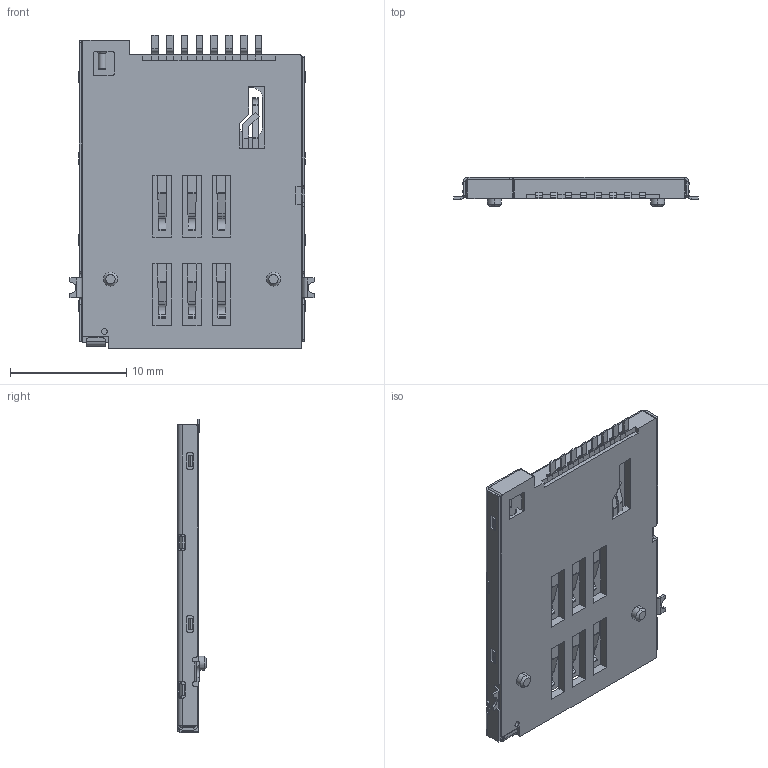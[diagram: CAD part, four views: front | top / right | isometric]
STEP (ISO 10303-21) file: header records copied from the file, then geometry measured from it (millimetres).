
FILE_DESCRIPTION (( 'STEP AP214' ), '1' );
FILE_NAME ('ATTEND_115A-ADA0-R02.STEP', '2015-03-11T11:53:17', ( '' ), ( '' ), '', '', '' );
FILE_SCHEMA (( '' ));
Length unit declared in the file: millimetre
Products named in the file (1): ATTEND_115A-ADA0-R02
Bounding box: 20.95 x 2.54 x 26.95 mm (x, y, z)
Volume: 439.8 mm3; surface area: 2478.4 mm2
Topology: 10 solids, 10 shells, 699 faces, 1903 edges, 1223 vertices
Faces by surface type: plane 459, cylinder 198, bspline 29, torus 9, cone 4
Entity records: 22280 total; most frequent: CARTESIAN_POINT 4698, ORIENTED_EDGE 3806, DIRECTION 3417, EDGE_CURVE 1903, VECTOR 1391, LINE 1391, VERTEX_POINT 1223, AXIS2_PLACEMENT_3D 1013
